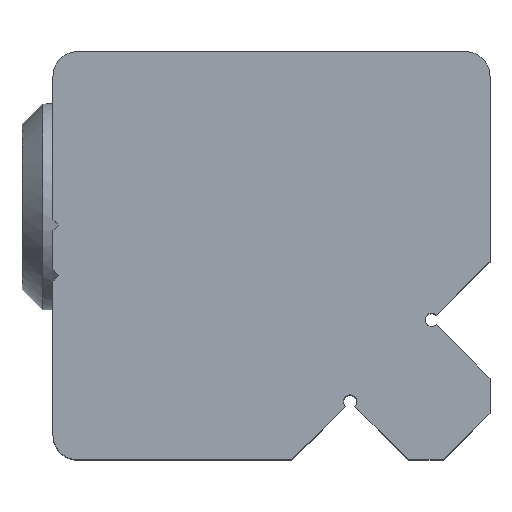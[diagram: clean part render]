
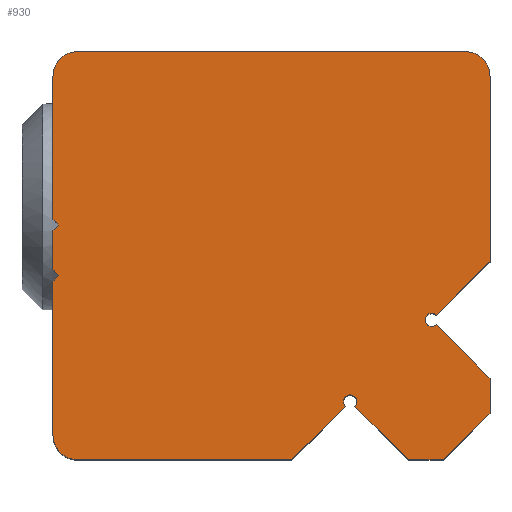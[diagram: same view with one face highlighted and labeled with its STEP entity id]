
A CAD part, top view. The second image highlights one B-rep face of the part: STEP entity #930.
In plain terms, the highlighted planar face has unit normal (0, 0, 1).
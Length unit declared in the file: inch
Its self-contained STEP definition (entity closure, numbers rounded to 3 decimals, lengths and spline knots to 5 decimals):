
#37=LINE('',#1405,#111);
#41=LINE('',#1412,#115);
#43=LINE('',#1416,#117);
#45=LINE('',#1420,#119);
#47=LINE('',#1424,#121);
#51=LINE('',#1518,#125);
#55=LINE('',#1526,#129);
#59=LINE('',#1534,#133);
#78=LINE('',#1593,#152);
#80=LINE('',#1597,#154);
#83=LINE('',#1605,#157);
#85=LINE('',#1610,#159);
#86=LINE('',#1612,#160);
#87=LINE('',#1614,#161);
#88=LINE('',#1616,#162);
#89=LINE('',#1617,#163);
#90=LINE('',#1618,#164);
#111=VECTOR('',#1125,0.17332);
#115=VECTOR('',#1131,0.0099);
#117=VECTOR('',#1135,0.0099);
#119=VECTOR('',#1139,0.04714);
#121=VECTOR('',#1143,0.0099);
#125=VECTOR('',#1159,0.47);
#129=VECTOR('',#1167,0.0099);
#133=VECTOR('',#1173,0.18654);
#152=VECTOR('',#1234,0.0919);
#154=VECTOR('',#1238,0.092);
#157=VECTOR('',#1247,0.22465);
#159=VECTOR('',#1253,0.25965);
#160=VECTOR('',#1254,0.092);
#161=VECTOR('',#1255,0.04243);
#162=VECTOR('',#1256,0.0799);
#163=VECTOR('',#1257,0.04256);
#164=VECTOR('',#1258,0.0919);
#194=PLANE('',#1018);
#278=FACE_OUTER_BOUND('',#338,.T.);
#338=EDGE_LOOP('',(#773,#774,#775,#776,#777,#778,#779,#780,#781,#782,#783,
#784,#785,#786,#787,#788,#789,#790,#791,#792,#793,#794));
#366=CIRCLE('',#1010,0.008);
#367=CIRCLE('',#1012,0.008);
#368=CIRCLE('',#1016,0.03);
#369=CIRCLE('',#1019,0.03);
#370=CIRCLE('',#1020,0.03);
#406=VERTEX_POINT('',#1402);
#407=VERTEX_POINT('',#1404);
#409=VERTEX_POINT('',#1410);
#410=VERTEX_POINT('',#1414);
#411=VERTEX_POINT('',#1418);
#412=VERTEX_POINT('',#1422);
#421=VERTEX_POINT('',#1512);
#423=VERTEX_POINT('',#1516);
#425=VERTEX_POINT('',#1524);
#428=VERTEX_POINT('',#1532);
#443=VERTEX_POINT('',#1580);
#444=VERTEX_POINT('',#1582);
#445=VERTEX_POINT('',#1586);
#446=VERTEX_POINT('',#1588);
#447=VERTEX_POINT('',#1592);
#448=VERTEX_POINT('',#1596);
#449=VERTEX_POINT('',#1600);
#450=VERTEX_POINT('',#1604);
#451=VERTEX_POINT('',#1608);
#452=VERTEX_POINT('',#1611);
#453=VERTEX_POINT('',#1613);
#454=VERTEX_POINT('',#1615);
#502=EDGE_CURVE('',#406,#407,#37,.T.);
#506=EDGE_CURVE('',#406,#409,#41,.T.);
#508=EDGE_CURVE('',#409,#410,#43,.T.);
#510=EDGE_CURVE('',#411,#410,#45,.T.);
#512=EDGE_CURVE('',#411,#412,#47,.T.);
#523=EDGE_CURVE('',#423,#421,#51,.T.);
#527=EDGE_CURVE('',#412,#425,#55,.T.);
#531=EDGE_CURVE('',#428,#425,#59,.T.);
#554=EDGE_CURVE('',#444,#443,#366,.T.);
#558=EDGE_CURVE('',#445,#446,#367,.T.);
#559=EDGE_CURVE('',#447,#444,#78,.T.);
#561=EDGE_CURVE('',#448,#445,#80,.T.);
#563=EDGE_CURVE('',#421,#449,#368,.T.);
#565=EDGE_CURVE('',#449,#450,#83,.T.);
#567=EDGE_CURVE('',#451,#428,#369,.T.);
#568=EDGE_CURVE('',#448,#451,#85,.T.);
#569=EDGE_CURVE('',#446,#452,#86,.T.);
#570=EDGE_CURVE('',#453,#452,#87,.T.);
#571=EDGE_CURVE('',#454,#453,#88,.T.);
#572=EDGE_CURVE('',#447,#454,#89,.T.);
#573=EDGE_CURVE('',#443,#450,#90,.T.);
#574=EDGE_CURVE('',#407,#423,#370,.T.);
#773=ORIENTED_EDGE('',*,*,#527,.T.);
#774=ORIENTED_EDGE('',*,*,#531,.F.);
#775=ORIENTED_EDGE('',*,*,#567,.F.);
#776=ORIENTED_EDGE('',*,*,#568,.F.);
#777=ORIENTED_EDGE('',*,*,#561,.T.);
#778=ORIENTED_EDGE('',*,*,#558,.T.);
#779=ORIENTED_EDGE('',*,*,#569,.T.);
#780=ORIENTED_EDGE('',*,*,#570,.F.);
#781=ORIENTED_EDGE('',*,*,#571,.F.);
#782=ORIENTED_EDGE('',*,*,#572,.F.);
#783=ORIENTED_EDGE('',*,*,#559,.T.);
#784=ORIENTED_EDGE('',*,*,#554,.T.);
#785=ORIENTED_EDGE('',*,*,#573,.T.);
#786=ORIENTED_EDGE('',*,*,#565,.F.);
#787=ORIENTED_EDGE('',*,*,#563,.F.);
#788=ORIENTED_EDGE('',*,*,#523,.F.);
#789=ORIENTED_EDGE('',*,*,#574,.F.);
#790=ORIENTED_EDGE('',*,*,#502,.F.);
#791=ORIENTED_EDGE('',*,*,#506,.T.);
#792=ORIENTED_EDGE('',*,*,#508,.T.);
#793=ORIENTED_EDGE('',*,*,#510,.F.);
#794=ORIENTED_EDGE('',*,*,#512,.T.);
#930=ADVANCED_FACE('',(#278),#194,.T.);
#1010=AXIS2_PLACEMENT_3D('',#1583,#1223,#1224);
#1012=AXIS2_PLACEMENT_3D('',#1590,#1230,#1231);
#1016=AXIS2_PLACEMENT_3D('',#1601,#1242,#1243);
#1018=AXIS2_PLACEMENT_3D('',#1607,#1249,#1250);
#1019=AXIS2_PLACEMENT_3D('',#1609,#1251,#1252);
#1020=AXIS2_PLACEMENT_3D('',#1619,#1259,#1260);
#1125=DIRECTION('',(0.,1.,0.));
#1131=DIRECTION('',(0.707,-0.707,0.));
#1135=DIRECTION('',(-0.707,-0.707,0.));
#1139=DIRECTION('',(0.,1.,0.));
#1143=DIRECTION('',(0.707,-0.707,0.));
#1159=DIRECTION('',(1.,0.,0.));
#1167=DIRECTION('',(-0.707,-0.707,0.));
#1173=DIRECTION('',(0.,1.,0.));
#1223=DIRECTION('center_axis',(0.,0.,-1.));
#1224=DIRECTION('ref_axis',(-1.,0.,0.));
#1230=DIRECTION('center_axis',(0.,0.,-1.));
#1231=DIRECTION('ref_axis',(-1.,0.,0.));
#1234=DIRECTION('',(-0.707,0.707,0.));
#1238=DIRECTION('',(0.707,0.707,0.));
#1242=DIRECTION('center_axis',(0.,0.,-1.));
#1243=DIRECTION('ref_axis',(0.707,0.707,0.));
#1247=DIRECTION('',(0.,-1.,0.));
#1249=DIRECTION('center_axis',(0.,0.,1.));
#1250=DIRECTION('ref_axis',(1.,0.,0.));
#1251=DIRECTION('center_axis',(0.,0.,-1.));
#1252=DIRECTION('ref_axis',(-0.707,-0.707,0.));
#1253=DIRECTION('',(-1.,0.,0.));
#1254=DIRECTION('',(0.707,-0.707,0.));
#1255=DIRECTION('',(-1.,0.,0.));
#1256=DIRECTION('',(-0.707,-0.707,0.));
#1257=DIRECTION('',(0.,-1.,0.));
#1258=DIRECTION('',(0.707,0.707,0.));
#1259=DIRECTION('center_axis',(0.,0.,-1.));
#1260=DIRECTION('ref_axis',(-0.707,0.707,0.));
#1402=CARTESIAN_POINT('',(-0.265,0.04418,0.));
#1404=CARTESIAN_POINT('',(-0.265,0.2175,0.));
#1405=CARTESIAN_POINT('',(-0.265,-0.2475,0.));
#1410=CARTESIAN_POINT('',(-0.258,0.03718,0.));
#1412=CARTESIAN_POINT('',(-0.1842,-0.03661,0.));
#1414=CARTESIAN_POINT('',(-0.265,0.03018,0.));
#1416=CARTESIAN_POINT('',(-0.2063,0.08889,0.));
#1418=CARTESIAN_POINT('',(-0.265,-0.01696,0.));
#1420=CARTESIAN_POINT('',(-0.265,-0.2475,0.));
#1422=CARTESIAN_POINT('',(-0.258,-0.02396,0.));
#1424=CARTESIAN_POINT('',(-0.19949,-0.08247,0.));
#1512=CARTESIAN_POINT('',(0.235,0.2475,0.));
#1516=CARTESIAN_POINT('',(-0.235,0.2475,0.));
#1518=CARTESIAN_POINT('',(-0.265,0.2475,0.));
#1524=CARTESIAN_POINT('',(-0.265,-0.03096,0.));
#1526=CARTESIAN_POINT('',(-0.19101,0.04303,0.));
#1532=CARTESIAN_POINT('',(-0.265,-0.2175,0.));
#1534=CARTESIAN_POINT('',(-0.265,-0.2475,0.));
#1580=CARTESIAN_POINT('',(0.20001,-0.07214,0.));
#1582=CARTESIAN_POINT('',(0.20001,-0.08345,0.));
#1583=CARTESIAN_POINT('Origin',(0.19436,-0.07779,0.));
#1586=CARTESIAN_POINT('',(0.08971,-0.18245,0.));
#1588=CARTESIAN_POINT('',(0.10102,-0.18245,0.));
#1590=CARTESIAN_POINT('Origin',(0.09536,-0.17679,0.));
#1592=CARTESIAN_POINT('',(0.265,-0.14844,0.));
#1593=CARTESIAN_POINT('',(0.12632,-0.00976,0.));
#1596=CARTESIAN_POINT('',(0.02465,-0.2475,0.));
#1597=CARTESIAN_POINT('',(0.11572,-0.15643,0.));
#1600=CARTESIAN_POINT('',(0.265,0.2175,0.));
#1601=CARTESIAN_POINT('Origin',(0.235,0.2175,0.));
#1604=CARTESIAN_POINT('',(0.265,-0.00715,0.));
#1605=CARTESIAN_POINT('',(0.265,0.2475,0.));
#1607=CARTESIAN_POINT('Origin',(0.,0.,
0.));
#1608=CARTESIAN_POINT('',(-0.235,-0.2475,0.));
#1609=CARTESIAN_POINT('Origin',(-0.235,-0.2175,0.));
#1610=CARTESIAN_POINT('',(0.265,-0.2475,0.));
#1611=CARTESIAN_POINT('',(0.16607,-0.2475,0.));
#1612=CARTESIAN_POINT('',(0.06268,-0.14411,0.));
#1613=CARTESIAN_POINT('',(0.2085,-0.2475,0.));
#1614=CARTESIAN_POINT('',(0.265,-0.2475,0.));
#1615=CARTESIAN_POINT('',(0.265,-0.191,0.));
#1616=CARTESIAN_POINT('',(0.23238,-0.22363,0.));
#1617=CARTESIAN_POINT('',(0.265,0.2475,0.));
#1618=CARTESIAN_POINT('',(0.20054,-0.07161,0.));
#1619=CARTESIAN_POINT('Origin',(-0.235,0.2175,0.));
